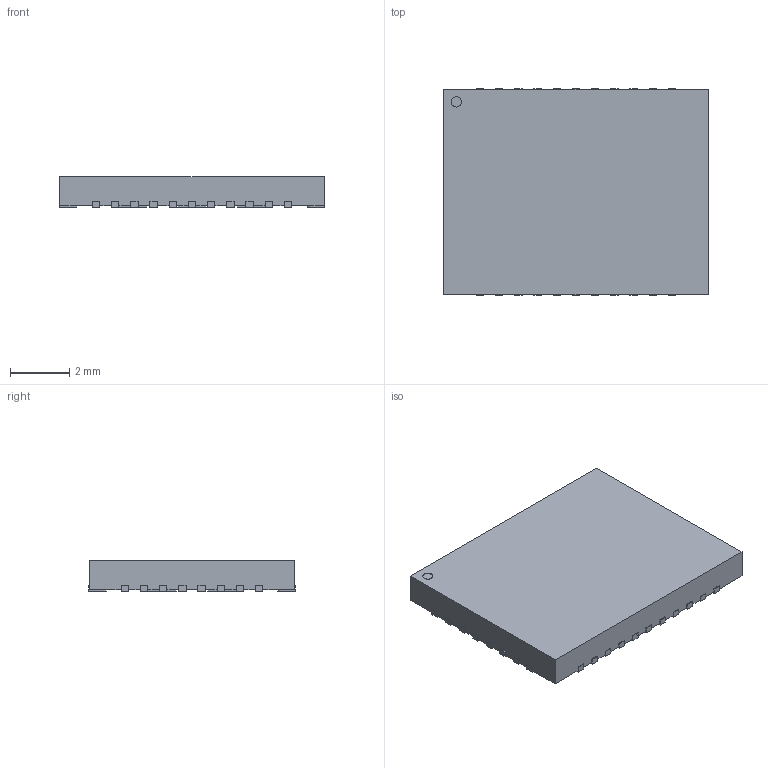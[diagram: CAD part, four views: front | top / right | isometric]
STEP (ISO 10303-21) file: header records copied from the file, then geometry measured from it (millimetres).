
FILE_DESCRIPTION(/* description */ ('model of OnSemi_SIP-38-6EP-9x7mm_P0.65mm_EP0.95x0.95mm'),/* implementation_level */ '2;1');
FILE_NAME(/* name */ 'OnSemi_SIP-38-6EP-9x7mm_P0.65mm_EP0.95x0.95mm.step',/* time_stamp */ '2020-05-04T09:58:31',/* author */ ('kicad StepUp','ksu'),/* organization */ ('FreeCAD'),/* preprocessor_version */ 'OCC',/* originating_system */ 'kicad StepUp',/* authorisation */ '');
FILE_SCHEMA(('AUTOMOTIVE_DESIGN { 1 0 10303 214 1 1 1 1 }'));
Length unit declared in the file: millimetre
Products named in the file (1): OnSemi_SIP_38_6EP_9x7mm_P065mm_EP095x095mm
Bounding box: 9 x 7 x 1.05 mm (x, y, z)
Volume: 62.5 mm3; surface area: 161 mm2
Topology: 1 solids, 1 shells, 266 faces, 771 edges, 514 vertices
Faces by surface type: plane 227, cylinder 39
Full cylindrical faces by diameter (mm): 0.35 x1
Entity records: 10529 total; most frequent: CARTESIAN_POINT 1552, ORIENTED_EDGE 1542, DIRECTION 1383, EDGE_CURVE 771, LINE 693, VECTOR 693, VERTEX_POINT 514, AXIS2_PLACEMENT_3D 345
